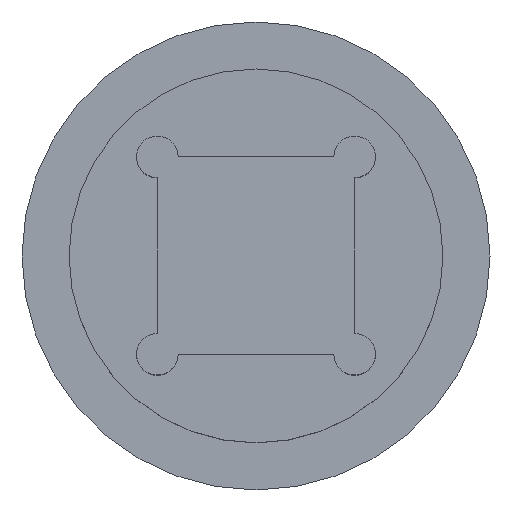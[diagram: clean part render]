
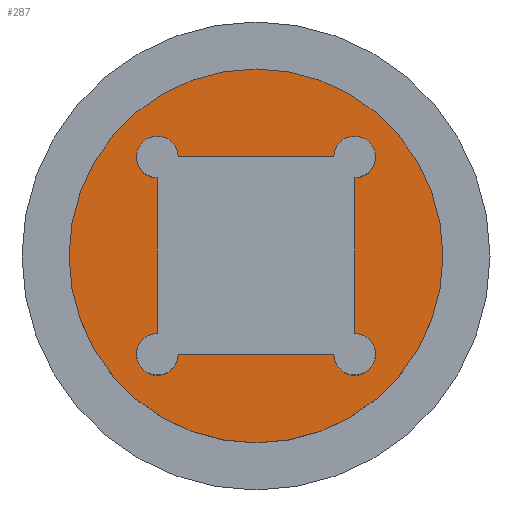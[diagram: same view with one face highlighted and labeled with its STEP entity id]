
A CAD part, top view. The second image highlights one B-rep face of the part: STEP entity #287.
In plain terms, the highlighted planar face has unit normal (0, 0, 1).
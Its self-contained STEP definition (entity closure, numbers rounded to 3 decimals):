
#29=PLANE('',#328);
#37=LINE('',#456,#53);
#41=LINE('',#468,#57);
#45=LINE('',#480,#61);
#49=LINE('',#491,#65);
#53=VECTOR('',#362,1000.);
#57=VECTOR('',#374,1000.);
#61=VECTOR('',#386,1000.);
#65=VECTOR('',#398,1000.);
#106=ORIENTED_EDGE('',*,*,#158,.T.);
#107=ORIENTED_EDGE('',*,*,#136,.F.);
#108=ORIENTED_EDGE('',*,*,#157,.F.);
#109=ORIENTED_EDGE('',*,*,#154,.F.);
#110=ORIENTED_EDGE('',*,*,#151,.F.);
#111=ORIENTED_EDGE('',*,*,#148,.F.);
#112=ORIENTED_EDGE('',*,*,#145,.F.);
#113=ORIENTED_EDGE('',*,*,#142,.F.);
#114=ORIENTED_EDGE('',*,*,#139,.F.);
#136=EDGE_CURVE('',#170,#171,#195,.T.);
#139=EDGE_CURVE('',#171,#173,#37,.T.);
#142=EDGE_CURVE('',#173,#175,#197,.T.);
#145=EDGE_CURVE('',#175,#177,#41,.T.);
#148=EDGE_CURVE('',#177,#179,#199,.T.);
#151=EDGE_CURVE('',#179,#181,#45,.T.);
#154=EDGE_CURVE('',#181,#183,#201,.T.);
#157=EDGE_CURVE('',#183,#170,#49,.T.);
#158=EDGE_CURVE('',#184,#184,#202,.T.);
#170=VERTEX_POINT('',#449);
#171=VERTEX_POINT('',#451);
#173=VERTEX_POINT('',#457);
#175=VERTEX_POINT('',#463);
#177=VERTEX_POINT('',#469);
#179=VERTEX_POINT('',#475);
#181=VERTEX_POINT('',#481);
#183=VERTEX_POINT('',#487);
#184=VERTEX_POINT('',#495);
#195=CIRCLE('',#313,2.);
#197=CIRCLE('',#317,2.);
#199=CIRCLE('',#321,2.);
#201=CIRCLE('',#325,2.);
#202=CIRCLE('',#329,18.);
#221=EDGE_LOOP('',(#106));
#222=EDGE_LOOP('',(#107,#108,#109,#110,#111,#112,#113,#114));
#251=FACE_BOUND('',#221,.T.);
#252=FACE_BOUND('',#222,.T.);
#287=ADVANCED_FACE('',(#251,#252),#29,.T.);
#313=AXIS2_PLACEMENT_3D('',#450,#356,#357);
#317=AXIS2_PLACEMENT_3D('',#462,#368,#369);
#321=AXIS2_PLACEMENT_3D('',#474,#380,#381);
#325=AXIS2_PLACEMENT_3D('',#486,#392,#393);
#328=AXIS2_PLACEMENT_3D('',#493,#401,#402);
#329=AXIS2_PLACEMENT_3D('',#494,#403,#404);
#356=DIRECTION('',(0.,0.,1.));
#357=DIRECTION('',(-1.,0.,0.));
#362=DIRECTION('',(0.,1.,0.));
#368=DIRECTION('',(0.,0.,1.));
#369=DIRECTION('',(0.,-1.,0.));
#374=DIRECTION('',(-1.,0.,0.));
#380=DIRECTION('',(0.,0.,1.));
#381=DIRECTION('',(1.,0.,0.));
#386=DIRECTION('',(0.,-1.,0.));
#392=DIRECTION('',(0.,0.,1.));
#393=DIRECTION('',(0.,1.,0.));
#398=DIRECTION('',(1.,0.,0.));
#401=DIRECTION('',(0.,0.,1.));
#402=DIRECTION('',(1.,0.,0.));
#403=DIRECTION('',(0.,0.,1.));
#404=DIRECTION('',(0.,1.,0.));
#449=CARTESIAN_POINT('',(7.5,-9.5,-20.));
#450=CARTESIAN_POINT('',(9.5,-9.5,-20.));
#451=CARTESIAN_POINT('',(9.5,-7.5,-20.));
#456=CARTESIAN_POINT('',(9.5,-7.5,-20.));
#457=CARTESIAN_POINT('',(9.5,7.5,-20.));
#462=CARTESIAN_POINT('',(9.5,9.5,-20.));
#463=CARTESIAN_POINT('',(7.5,9.5,-20.));
#468=CARTESIAN_POINT('',(7.5,9.5,-20.));
#469=CARTESIAN_POINT('',(-7.5,9.5,-20.));
#474=CARTESIAN_POINT('',(-9.5,9.5,-20.));
#475=CARTESIAN_POINT('',(-9.5,7.5,-20.));
#480=CARTESIAN_POINT('',(-9.5,7.5,-20.));
#481=CARTESIAN_POINT('',(-9.5,-7.5,-20.));
#486=CARTESIAN_POINT('',(-9.5,-9.5,-20.));
#487=CARTESIAN_POINT('',(-7.5,-9.5,-20.));
#491=CARTESIAN_POINT('',(-7.5,-9.5,-20.));
#493=CARTESIAN_POINT('',(0.,0.,-20.));
#494=CARTESIAN_POINT('',(0.,0.,-20.));
#495=CARTESIAN_POINT('',(0.,18.,-20.));
